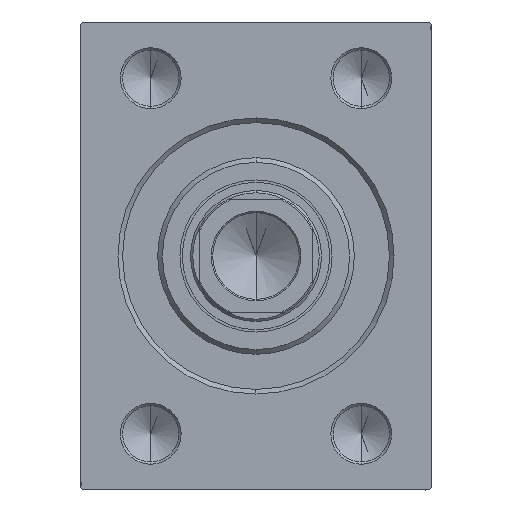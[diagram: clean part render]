
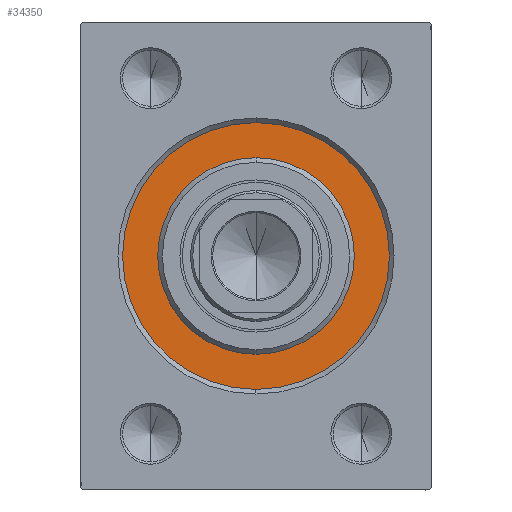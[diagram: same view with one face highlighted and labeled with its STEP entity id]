
A CAD part, left-side view. The second image highlights one B-rep face of the part: STEP entity #34350.
In plain terms, the highlighted face is planar.
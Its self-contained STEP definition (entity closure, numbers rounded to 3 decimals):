
#290 = CARTESIAN_POINT ( 'NONE',  ( 0., 0., 0. ) ) ;
#517 = FACE_BOUND ( 'NONE', #29101, .T. ) ;
#726 = FACE_OUTER_BOUND ( 'NONE', #20642, .T. ) ;
#2380 = ORIENTED_EDGE ( 'NONE', *, *, #25995, .F. ) ;
#2865 = VERTEX_POINT ( 'NONE', #5581 ) ;
#4165 = PLANE ( 'NONE',  #28660 ) ;
#5540 = CARTESIAN_POINT ( 'NONE',  ( 0., 0., 0. ) ) ;
#5581 = CARTESIAN_POINT ( 'NONE',  ( 0., 0., 21. ) ) ;
#5900 = EDGE_CURVE ( 'NONE', #37155, #35048, #12420, .T. ) ;
#8923 = CIRCLE ( 'NONE', #34457, 21. ) ;
#12420 = CIRCLE ( 'NONE', #29918, 28.5 ) ;
#15862 = EDGE_CURVE ( 'NONE', #27671, #2865, #16376, .T. ) ;
#16376 = CIRCLE ( 'NONE', #43293, 21. ) ;
#16571 = CARTESIAN_POINT ( 'NONE',  ( 0., 0., 28.5 ) ) ;
#17130 = DIRECTION ( 'NONE',  ( 1., 0., 0. ) ) ;
#18333 = AXIS2_PLACEMENT_3D ( 'NONE', #41199, #34374, #37572 ) ;
#20642 = EDGE_LOOP ( 'NONE', ( #30561, #2380 ) ) ;
#20743 = CARTESIAN_POINT ( 'NONE',  ( 0., 0., -21. ) ) ;
#23121 = DIRECTION ( 'NONE',  ( 1., 0., 0. ) ) ;
#23453 = CIRCLE ( 'NONE', #18333, 28.5 ) ;
#25995 = EDGE_CURVE ( 'NONE', #35048, #37155, #23453, .T. ) ;
#26581 = CARTESIAN_POINT ( 'NONE',  ( 0., 0., -28.5 ) ) ;
#27671 = VERTEX_POINT ( 'NONE', #20743 ) ;
#28577 = DIRECTION ( 'NONE',  ( -1., 0., 0. ) ) ;
#28660 = AXIS2_PLACEMENT_3D ( 'NONE', #290, #28577, #42020 ) ;
#29101 = EDGE_LOOP ( 'NONE', ( #32163, #39162 ) ) ;
#29918 = AXIS2_PLACEMENT_3D ( 'NONE', #37953, #44539, #34076 ) ;
#30561 = ORIENTED_EDGE ( 'NONE', *, *, #5900, .F. ) ;
#32163 = ORIENTED_EDGE ( 'NONE', *, *, #33486, .F. ) ;
#33486 = EDGE_CURVE ( 'NONE', #2865, #27671, #8923, .T. ) ;
#34076 = DIRECTION ( 'NONE',  ( 0., 0., 1. ) ) ;
#34350 = ADVANCED_FACE ( 'NONE', ( #517, #726 ), #4165, .F. ) ;
#34374 = DIRECTION ( 'NONE',  ( -1., 0., 0. ) ) ;
#34457 = AXIS2_PLACEMENT_3D ( 'NONE', #5540, #23121, #39761 ) ;
#35048 = VERTEX_POINT ( 'NONE', #16571 ) ;
#37155 = VERTEX_POINT ( 'NONE', #26581 ) ;
#37572 = DIRECTION ( 'NONE',  ( 0., 0., 1. ) ) ;
#37662 = DIRECTION ( 'NONE',  ( 0., 0., -1. ) ) ;
#37953 = CARTESIAN_POINT ( 'NONE',  ( 0., 0., 0. ) ) ;
#39162 = ORIENTED_EDGE ( 'NONE', *, *, #15862, .F. ) ;
#39761 = DIRECTION ( 'NONE',  ( 0., 0., -1. ) ) ;
#41199 = CARTESIAN_POINT ( 'NONE',  ( 0., 0., 0. ) ) ;
#41288 = CARTESIAN_POINT ( 'NONE',  ( 0., 0., 0. ) ) ;
#42020 = DIRECTION ( 'NONE',  ( 0., 0., 1. ) ) ;
#43293 = AXIS2_PLACEMENT_3D ( 'NONE', #41288, #17130, #37662 ) ;
#44539 = DIRECTION ( 'NONE',  ( -1., 0., 0. ) ) ;
